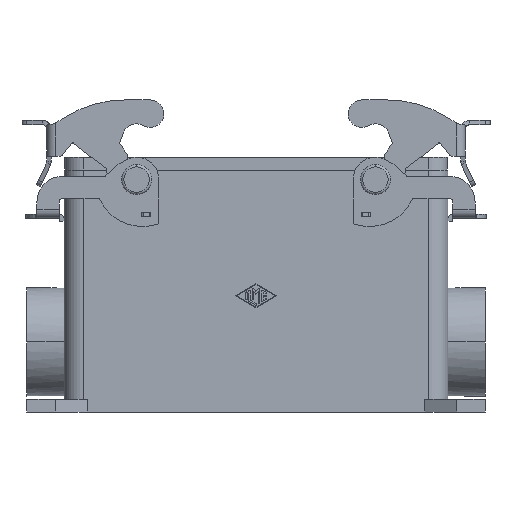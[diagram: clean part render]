
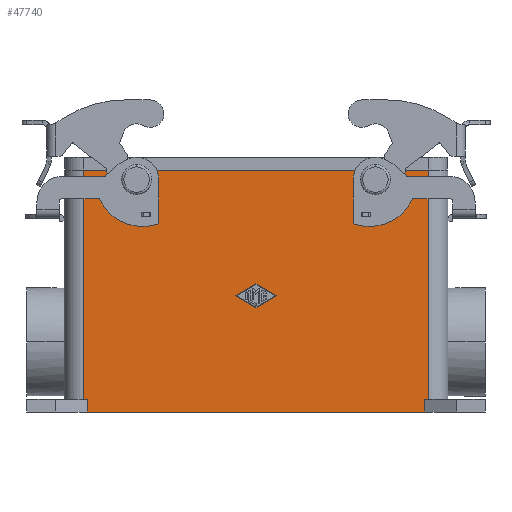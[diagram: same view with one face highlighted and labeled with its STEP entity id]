
A CAD part, front view. The second image highlights one B-rep face of the part: STEP entity #47740.
In plain terms, the highlighted planar face has unit normal (0, -1, 0).
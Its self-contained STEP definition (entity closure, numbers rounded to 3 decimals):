
#13480=CARTESIAN_POINT('',(0.,-22.25,
-1.5));
#13490=VERTEX_POINT('',#13480);
#13540=CARTESIAN_POINT('',(0.,-22.25,0.));
#13550=DIRECTION('',(0.,1.,0.));
#13560=DIRECTION('',(0.,0.,1.));
#13570=AXIS2_PLACEMENT_3D('',#13540,#13550,#13560);
#13580=CIRCLE('',#13570,1.5);
#13590=CARTESIAN_POINT('',(0.,-22.25,1.5)
);
#13600=VERTEX_POINT('',#13590);
#13610=EDGE_CURVE('',#13490,#13600,#13580,.T.);
#19180=CARTESIAN_POINT('',(-75.,-22.25,1.5));
#19190=VERTEX_POINT('',#19180);
#19370=CARTESIAN_POINT('',(-75.,-22.25,-1.5));
#19380=VERTEX_POINT('',#19370);
#19410=CARTESIAN_POINT('',(-75.,-22.25,0.));
#19420=DIRECTION('',(0.,1.,0.));
#19430=DIRECTION('',(0.,0.,1.));
#19440=AXIS2_PLACEMENT_3D('',#19410,#19420,#19430);
#19450=CIRCLE('',#19440,1.5);
#19460=EDGE_CURVE('',#19380,#19190,#19450,.T.);
#37340=CARTESIAN_POINT('',(-37.5,-22.25,-40.249));
#37350=VERTEX_POINT('',#37340);
#37400=CARTESIAN_POINT('',(-37.5,-22.25,-40.249));
#37410=DIRECTION('',(-0.866,0.,0.5));
#37420=VECTOR('',#37410,7.504);
#37430=LINE('',#37400,#37420);
#37440=CARTESIAN_POINT('',(-44.,-22.25,-36.5));
#37450=VERTEX_POINT('',#37440);
#37460=EDGE_CURVE('',#37350,#37450,#37430,.T.);
#37810=CARTESIAN_POINT('',(-31.,-22.25,-36.5));
#37820=VERTEX_POINT('',#37810);
#37870=CARTESIAN_POINT('',(-31.,-22.25,-36.5));
#37880=DIRECTION('',(-0.866,0.,-0.5));
#37890=VECTOR('',#37880,7.504);
#37900=LINE('',#37870,#37890);
#37910=EDGE_CURVE('',#37820,#37350,#37900,.T.);
#38190=CARTESIAN_POINT('',(-37.5,-22.25,-32.751));
#38200=VERTEX_POINT('',#38190);
#38250=CARTESIAN_POINT('',(-37.5,-22.25,-32.751));
#38260=DIRECTION('',(0.866,0.,-0.5));
#38270=VECTOR('',#38260,7.504);
#38280=LINE('',#38250,#38270);
#38290=EDGE_CURVE('',#38200,#37820,#38280,.T.);
#38540=CARTESIAN_POINT('',(-44.,-22.25,-36.5));
#38550=DIRECTION('',(0.866,0.,0.5));
#38560=VECTOR('',#38550,7.504);
#38570=LINE('',#38540,#38560);
#38580=EDGE_CURVE('',#37450,#38200,#38570,.T.);
#46870=CARTESIAN_POINT('',(15.5,-22.25,-73.));
#46880=DIRECTION('',(0.,-1.,0.));
#46890=DIRECTION('',(0.,0.,-1.));
#46900=AXIS2_PLACEMENT_3D('',#46870,#46880,#46890);
#46910=PLANE('',#46900);
#46920=CARTESIAN_POINT('',(-90.5,-22.25,-69.));
#46930=DIRECTION('',(-1.,0.,0.));
#46940=VECTOR('',#46930,1.25);
#46950=LINE('',#46920,#46940);
#46960=CARTESIAN_POINT('',(-90.5,-22.25,-69.));
#46970=VERTEX_POINT('',#46960);
#46980=CARTESIAN_POINT('',(-91.75,-22.25,-69.));
#46990=VERTEX_POINT('',#46980);
#47000=EDGE_CURVE('',#46970,#46990,#46950,.T.);
#47010=ORIENTED_EDGE('',*,*,#47000,.F.);
#47020=CARTESIAN_POINT('',(-91.75,-22.25,-69.));
#47030=DIRECTION('',(0.,0.,1.));
#47040=VECTOR('',#47030,72.);
#47050=LINE('',#47020,#47040);
#47060=CARTESIAN_POINT('',(-91.75,-22.25,3.));
#47070=VERTEX_POINT('',#47060);
#47080=EDGE_CURVE('',#46990,#47070,#47050,.T.);
#47090=ORIENTED_EDGE('',*,*,#47080,.F.);
#47100=CARTESIAN_POINT('',(16.75,-22.25,3.));
#47110=DIRECTION('',(-1.,0.,0.));
#47120=VECTOR('',#47110,108.5);
#47130=LINE('',#47100,#47120);
#47140=CARTESIAN_POINT('',(16.75,-22.25,3.));
#47150=VERTEX_POINT('',#47140);
#47160=EDGE_CURVE('',#47150,#47070,#47130,.T.);
#47170=ORIENTED_EDGE('',*,*,#47160,.T.);
#47180=CARTESIAN_POINT('',(16.75,-22.25,-69.));
#47190=DIRECTION('',(0.,0.,1.));
#47200=VECTOR('',#47190,72.);
#47210=LINE('',#47180,#47200);
#47220=CARTESIAN_POINT('',(16.75,-22.25,-69.));
#47230=VERTEX_POINT('',#47220);
#47240=EDGE_CURVE('',#47230,#47150,#47210,.T.);
#47250=ORIENTED_EDGE('',*,*,#47240,.T.);
#47260=CARTESIAN_POINT('',(16.75,-22.25,-69.));
#47270=DIRECTION('',(-1.,0.,0.));
#47280=VECTOR('',#47270,1.25);
#47290=LINE('',#47260,#47280);
#47300=CARTESIAN_POINT('',(15.5,-22.25,-69.));
#47310=VERTEX_POINT('',#47300);
#47320=EDGE_CURVE('',#47230,#47310,#47290,.T.);
#47330=ORIENTED_EDGE('',*,*,#47320,.F.);
#47340=CARTESIAN_POINT('',(15.5,-22.25,-73.));
#47350=DIRECTION('',(0.,0.,1.));
#47360=VECTOR('',#47350,4.);
#47370=LINE('',#47340,#47360);
#47380=CARTESIAN_POINT('',(15.5,-22.25,-73.));
#47390=VERTEX_POINT('',#47380);
#47400=EDGE_CURVE('',#47390,#47310,#47370,.T.);
#47410=ORIENTED_EDGE('',*,*,#47400,.T.);
#47420=CARTESIAN_POINT('',(15.5,-22.25,-73.));
#47430=DIRECTION('',(-1.,0.,0.));
#47440=VECTOR('',#47430,106.);
#47450=LINE('',#47420,#47440);
#47460=CARTESIAN_POINT('',(-90.5,-22.25,-73.));
#47470=VERTEX_POINT('',#47460);
#47480=EDGE_CURVE('',#47390,#47470,#47450,.T.);
#47490=ORIENTED_EDGE('',*,*,#47480,.F.);
#47500=CARTESIAN_POINT('',(-90.5,-22.25,-73.));
#47510=DIRECTION('',(0.,0.,1.));
#47520=VECTOR('',#47510,4.);
#47530=LINE('',#47500,#47520);
#47540=EDGE_CURVE('',#47470,#46970,#47530,.T.);
#47550=ORIENTED_EDGE('',*,*,#47540,.F.);
#47560=EDGE_LOOP('',(#47550,#47490,#47410,#47330,#47250,#47170,#47090,
#47010));
#47570=FACE_OUTER_BOUND('',#47560,.T.);
#47580=ORIENTED_EDGE('',*,*,#13610,.T.);
#47590=EDGE_CURVE('',#13600,#13490,#13580,.T.);
#47600=ORIENTED_EDGE('',*,*,#47590,.T.);
#47610=EDGE_LOOP('',(#47600,#47580));
#47620=FACE_BOUND('',#47610,.T.);
#47630=EDGE_CURVE('',#19190,#19380,#19450,.T.);
#47640=ORIENTED_EDGE('',*,*,#47630,.T.);
#47650=ORIENTED_EDGE('',*,*,#19460,.T.);
#47660=EDGE_LOOP('',(#47650,#47640));
#47670=FACE_BOUND('',#47660,.T.);
#47680=ORIENTED_EDGE('',*,*,#37910,.T.);
#47690=ORIENTED_EDGE('',*,*,#38290,.T.);
#47700=ORIENTED_EDGE('',*,*,#38580,.T.);
#47710=ORIENTED_EDGE('',*,*,#37460,.T.);
#47720=EDGE_LOOP('',(#47710,#47700,#47690,#47680));
#47730=FACE_BOUND('',#47720,.T.);
#47740=ADVANCED_FACE('',(#47570,#47620,#47670,#47730),#46910,.T.);
